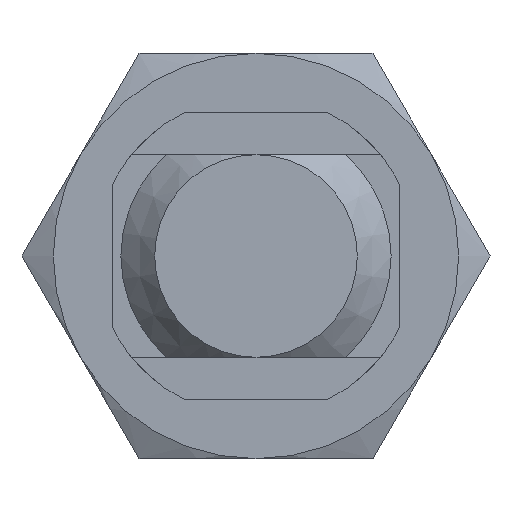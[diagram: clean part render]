
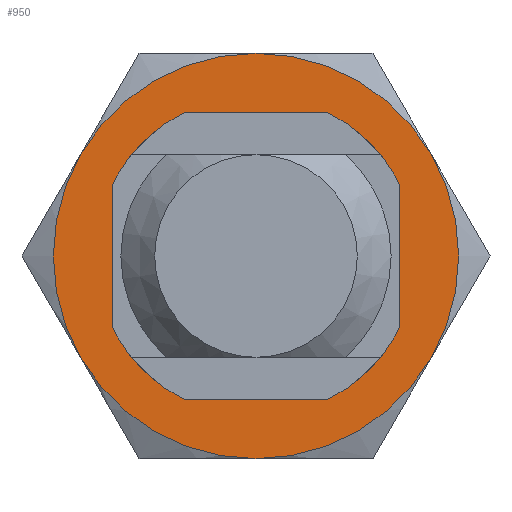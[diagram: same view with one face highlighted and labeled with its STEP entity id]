
A CAD part, left-side view. The second image highlights one B-rep face of the part: STEP entity #950.
In plain terms, the highlighted planar face has unit normal (-1, 0, 0).
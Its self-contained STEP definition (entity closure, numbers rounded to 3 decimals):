
#16 = DIRECTION ( 'NONE',  ( -1., 0., 0. ) ) ;
#62 = DIRECTION ( 'NONE',  ( 0., 0., -1. ) ) ;
#113 = EDGE_CURVE ( 'NONE', #1972, #3614, #1398, .T. ) ;
#220 = CARTESIAN_POINT ( 'NONE',  ( 4., 0., 0. ) ) ;
#283 = ORIENTED_EDGE ( 'NONE', *, *, #704, .T. ) ;
#346 = DIRECTION ( 'NONE',  ( -1., 0., 0. ) ) ;
#470 = EDGE_LOOP ( 'NONE', ( #2760, #2120, #4231, #4004, #3673, #283 ) ) ;
#553 = DIRECTION ( 'NONE',  ( 1., 0., 0. ) ) ;
#582 = DIRECTION ( 'NONE',  ( 0., 0., -1. ) ) ;
#704 = EDGE_CURVE ( 'NONE', #2894, #882, #3603, .T. ) ;
#757 = DIRECTION ( 'NONE',  ( -1., 0., 0. ) ) ;
#800 = CARTESIAN_POINT ( 'NONE',  ( 4., -10.392, 6. ) ) ;
#832 = CARTESIAN_POINT ( 'NONE',  ( 4., 0., 0. ) ) ;
#870 = CARTESIAN_POINT ( 'NONE',  ( 4., 0., 8. ) ) ;
#882 = VERTEX_POINT ( 'NONE', #3496 ) ;
#950 = ADVANCED_FACE ( 'NONE', ( #956, #3316 ), #1549, .F. ) ;
#956 = FACE_BOUND ( 'NONE', #1767, .T. ) ;
#975 = ORIENTED_EDGE ( 'NONE', *, *, #1072, .F. ) ;
#1047 = AXIS2_PLACEMENT_3D ( 'NONE', #1583, #1564, #2209 ) ;
#1072 = EDGE_CURVE ( 'NONE', #3073, #2983, #1760, .T. ) ;
#1111 = CIRCLE ( 'NONE', #3010, 8. ) ;
#1127 = EDGE_CURVE ( 'NONE', #2489, #1972, #2964, .T. ) ;
#1249 = CARTESIAN_POINT ( 'NONE',  ( 4., 0., 0. ) ) ;
#1284 = DIRECTION ( 'NONE',  ( 0., -1., 0. ) ) ;
#1398 = CIRCLE ( 'NONE', #1047, 12. ) ;
#1421 = DIRECTION ( 'NONE',  ( 0., 0., -1. ) ) ;
#1549 = PLANE ( 'NONE',  #3889 ) ;
#1564 = DIRECTION ( 'NONE',  ( -1., 0., 0. ) ) ;
#1583 = CARTESIAN_POINT ( 'NONE',  ( 4., 0., 0. ) ) ;
#1755 = AXIS2_PLACEMENT_3D ( 'NONE', #2362, #16, #62 ) ;
#1760 = CIRCLE ( 'NONE', #2611, 8. ) ;
#1767 = EDGE_LOOP ( 'NONE', ( #975, #3188 ) ) ;
#1860 = DIRECTION ( 'NONE',  ( -1., 0., 0. ) ) ;
#1909 = CARTESIAN_POINT ( 'NONE',  ( 4., 0., -8. ) ) ;
#1970 = AXIS2_PLACEMENT_3D ( 'NONE', #220, #1860, #582 ) ;
#1972 = VERTEX_POINT ( 'NONE', #800 ) ;
#2076 = AXIS2_PLACEMENT_3D ( 'NONE', #3165, #757, #1421 ) ;
#2090 = CARTESIAN_POINT ( 'NONE',  ( 4., 0., 0. ) ) ;
#2095 = EDGE_CURVE ( 'NONE', #882, #2489, #3872, .T. ) ;
#2120 = ORIENTED_EDGE ( 'NONE', *, *, #1127, .T. ) ;
#2209 = DIRECTION ( 'NONE',  ( 0., 0., -1. ) ) ;
#2347 = CARTESIAN_POINT ( 'NONE',  ( 4., 10.392, 6. ) ) ;
#2362 = CARTESIAN_POINT ( 'NONE',  ( 4., 0., 0. ) ) ;
#2489 = VERTEX_POINT ( 'NONE', #3486 ) ;
#2611 = AXIS2_PLACEMENT_3D ( 'NONE', #4068, #3042, #3354 ) ;
#2632 = EDGE_CURVE ( 'NONE', #2983, #3073, #1111, .T. ) ;
#2706 = DIRECTION ( 'NONE',  ( 0., 0., -1. ) ) ;
#2736 = VERTEX_POINT ( 'NONE', #2347 ) ;
#2746 = AXIS2_PLACEMENT_3D ( 'NONE', #2090, #346, #2706 ) ;
#2752 = CARTESIAN_POINT ( 'NONE',  ( 4., 0., 12. ) ) ;
#2760 = ORIENTED_EDGE ( 'NONE', *, *, #2095, .T. ) ;
#2889 = AXIS2_PLACEMENT_3D ( 'NONE', #832, #3470, #3446 ) ;
#2894 = VERTEX_POINT ( 'NONE', #3809 ) ;
#2905 = DIRECTION ( 'NONE',  ( -1., 0., 0. ) ) ;
#2964 = CIRCLE ( 'NONE', #2889, 12. ) ;
#2983 = VERTEX_POINT ( 'NONE', #870 ) ;
#3010 = AXIS2_PLACEMENT_3D ( 'NONE', #1249, #2905, #3907 ) ;
#3042 = DIRECTION ( 'NONE',  ( -1., 0., 0. ) ) ;
#3073 = VERTEX_POINT ( 'NONE', #1909 ) ;
#3165 = CARTESIAN_POINT ( 'NONE',  ( 4., 0., 0. ) ) ;
#3169 = CIRCLE ( 'NONE', #2746, 12. ) ;
#3188 = ORIENTED_EDGE ( 'NONE', *, *, #2632, .F. ) ;
#3316 = FACE_OUTER_BOUND ( 'NONE', #470, .T. ) ;
#3354 = DIRECTION ( 'NONE',  ( 0., 0., -1. ) ) ;
#3416 = CIRCLE ( 'NONE', #2076, 12. ) ;
#3446 = DIRECTION ( 'NONE',  ( 0., 0., -1. ) ) ;
#3470 = DIRECTION ( 'NONE',  ( -1., 0., 0. ) ) ;
#3486 = CARTESIAN_POINT ( 'NONE',  ( 4., -10.392, -6. ) ) ;
#3496 = CARTESIAN_POINT ( 'NONE',  ( 4., 0., -12. ) ) ;
#3576 = EDGE_CURVE ( 'NONE', #3614, #2736, #3169, .T. ) ;
#3603 = CIRCLE ( 'NONE', #1755, 12. ) ;
#3614 = VERTEX_POINT ( 'NONE', #2752 ) ;
#3673 = ORIENTED_EDGE ( 'NONE', *, *, #4118, .T. ) ;
#3809 = CARTESIAN_POINT ( 'NONE',  ( 4., 10.392, -6. ) ) ;
#3872 = CIRCLE ( 'NONE', #1970, 12. ) ;
#3889 = AXIS2_PLACEMENT_3D ( 'NONE', #3966, #553, #1284 ) ;
#3907 = DIRECTION ( 'NONE',  ( 0., 0., -1. ) ) ;
#3966 = CARTESIAN_POINT ( 'NONE',  ( 4., 0., 0. ) ) ;
#4004 = ORIENTED_EDGE ( 'NONE', *, *, #3576, .T. ) ;
#4068 = CARTESIAN_POINT ( 'NONE',  ( 4., 0., 0. ) ) ;
#4118 = EDGE_CURVE ( 'NONE', #2736, #2894, #3416, .T. ) ;
#4231 = ORIENTED_EDGE ( 'NONE', *, *, #113, .T. ) ;
